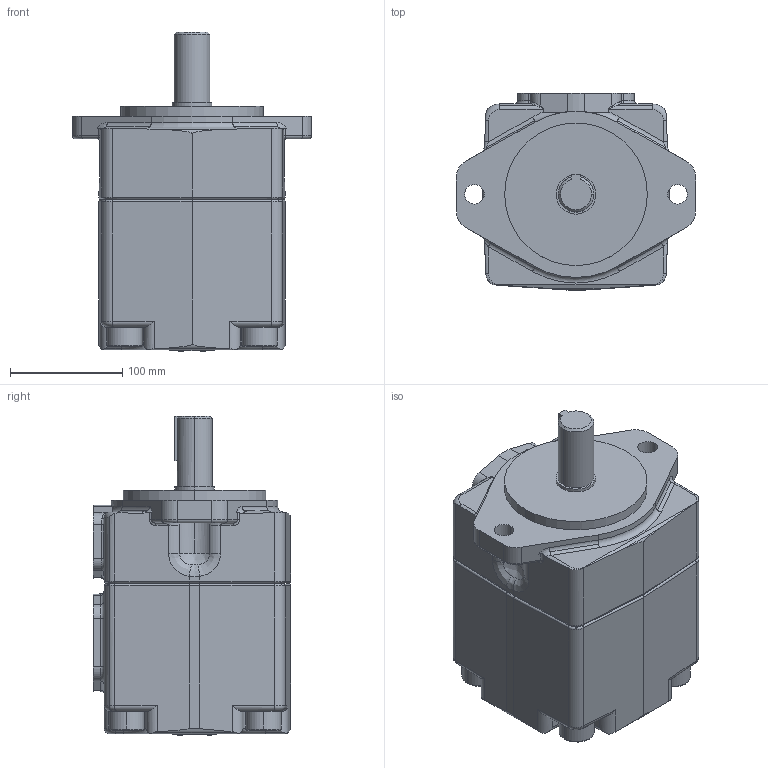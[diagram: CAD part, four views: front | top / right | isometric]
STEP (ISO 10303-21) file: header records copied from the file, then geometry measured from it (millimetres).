
FILE_DESCRIPTION (( 'STEP AP214' ), '1' );
FILE_NAME ('PV2R3_FRAA_YIL.STEP', '2021-08-09T17:30:06', ( '' ), ( '' ), 'SwSTEP 2.0', 'SolidWorks 2019', '' );
FILE_SCHEMA (( 'AUTOMOTIVE_DESIGN' ));
Length unit declared in the file: millimetre
Products named in the file (1): PV2R3_FRAA_YIL
Bounding box: 213 x 175.5 x 285 mm (x, y, z)
Surface area: 218127.4 mm2 (no closed solid volume)
Topology: 0 solids, 5 shells, 428 faces, 1117 edges, 692 vertices
Faces by surface type: cylinder 198, plane 135, torus 56, bspline 28, cone 11
Entity records: 20635 total; most frequent: CARTESIAN_POINT 5709, DIRECTION 2139, ORIENTED_EDGE 2120, EDGE_CURVE 1109, AXIS2_PLACEMENT_3D 821, VERTEX_POINT 692, VECTOR 497, LINE 497
